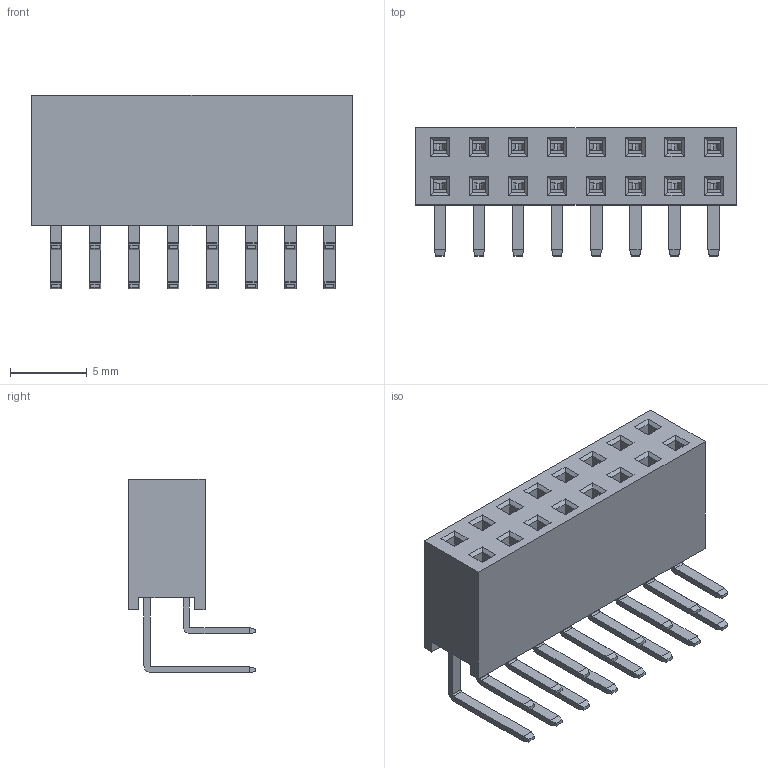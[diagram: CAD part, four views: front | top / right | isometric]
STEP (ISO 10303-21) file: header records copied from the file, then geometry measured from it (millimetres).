
FILE_DESCRIPTION(/* description */ ('Unknown'),/* implementation_level */ '2;1');
FILE_NAME(/* name */ '613016243121',/* time_stamp */ '2016-01-05T14:38:58+01:00',/* author */ ('Unknown'),/* organization */ ('Unknown'),/* preprocessor_version */ 'ST-DEVELOPER v16',/* originating_system */ 'DEX',/* authorisation */ $);
FILE_SCHEMA (('AUTOMOTIVE_DESIGN {1 0 10303 214 3 1 1}'));
Length unit declared in the file: millimetre
Products named in the file (4): 6130xx243121; 613016243121; 6130xx243121_PIN; 6130xx243121_PIN_G
Assembly tree (17 placements, depth 2):
  6130xx243121
    613016243121
    6130xx243121_PIN  x8
    6130xx243121_PIN_G  x8
Bounding box: 20.82 x 8.3 x 12.6 mm (x, y, z)
Volume: 779.6 mm3; surface area: 2033.2 mm2
Topology: 17 solids, 17 shells, 762 faces, 2056 edges, 1328 vertices
Faces by surface type: plane 666, cylinder 64, bspline 32
Entity records: 10392 total; most frequent: CARTESIAN_POINT 1896, ORIENTED_EDGE 1788, DIRECTION 1586, EDGE_CURVE 894, LINE 870, VECTOR 870, VERTEX_POINT 572, EDGE_LOOP 360
